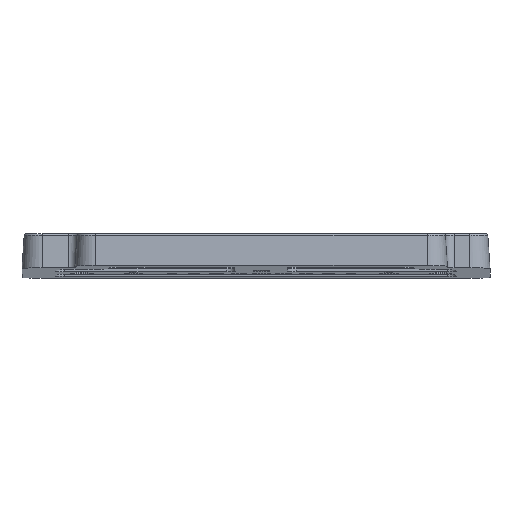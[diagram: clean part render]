
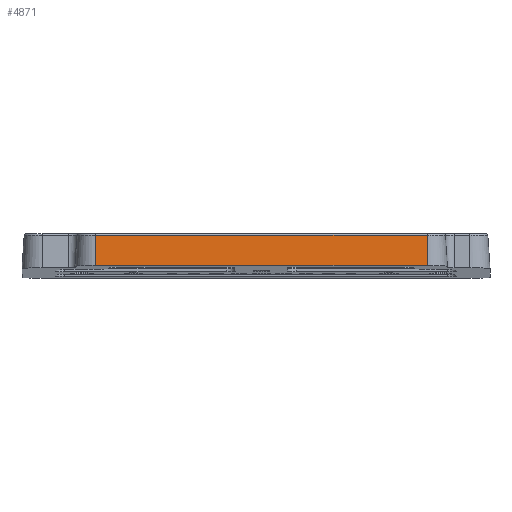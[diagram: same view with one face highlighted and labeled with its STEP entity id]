
A CAD part, front view. The second image highlights one B-rep face of the part: STEP entity #4871.
In plain terms, the highlighted planar face has unit normal (0, -0.998, 0.065).
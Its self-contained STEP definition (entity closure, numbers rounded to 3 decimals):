
#85 = PLANE('',#86);
#86 = AXIS2_PLACEMENT_3D('',#87,#88,#89);
#87 = CARTESIAN_POINT('',(-2.269,1.978,-0.104)
  );
#88 = DIRECTION('',(0.,-0.052,
    -0.999));
#89 = DIRECTION('',(0.,-0.999,0.052));
#871 = VERTEX_POINT('',#872);
#872 = CARTESIAN_POINT('',(74.,-54.425,2.852));
#891 = B_SPLINE_SURFACE_WITH_KNOTS('',8,1,(
    (#892,#893)
    ,(#894,#895)
    ,(#896,#897)
    ,(#898,#899)
    ,(#900,#901)
    ,(#902,#903)
    ,(#904,#905)
    ,(#906,#907)
    ,(#908,#909
    )),.UNSPECIFIED.,.F.,.F.,.F.,(9,9),(2,2),(0.,1.571),(0.,1.)
  ,.PIECEWISE_BEZIER_KNOTS.);
#892 = CARTESIAN_POINT('',(82.,-45.5,17.));
#893 = CARTESIAN_POINT('',(83.,-45.438,2.381));
#894 = CARTESIAN_POINT('',(82.,-47.071,17.));
#895 = CARTESIAN_POINT('',(83.,-47.202,2.474));
#896 = CARTESIAN_POINT('',(81.648,-48.642,17.));
#897 = CARTESIAN_POINT('',(82.603,-48.967,
    2.566));
#898 = CARTESIAN_POINT('',(80.943,-50.12,17.));
#899 = CARTESIAN_POINT('',(81.81,-50.628,2.653)
  );
#900 = CARTESIAN_POINT('',(79.914,-51.414,17.));
#901 = CARTESIAN_POINT('',(80.653,-52.082,
    2.729));
#902 = CARTESIAN_POINT('',(78.62,-52.443,17.));
#903 = CARTESIAN_POINT('',(79.198,-53.237,
    2.79));
#904 = CARTESIAN_POINT('',(77.142,-53.148,17.));
#905 = CARTESIAN_POINT('',(77.534,-54.029,
    2.832));
#906 = CARTESIAN_POINT('',(75.571,-53.5,17.));
#907 = CARTESIAN_POINT('',(75.767,-54.425,2.852
    ));
#908 = CARTESIAN_POINT('',(74.,-53.5,17.));
#909 = CARTESIAN_POINT('',(74.,-54.425,2.852));
#917 = EDGE_CURVE('',#871,#918,#920,.T.);
#918 = VERTEX_POINT('',#919);
#919 = CARTESIAN_POINT('',(-74.,-54.425,2.852));
#920 = SURFACE_CURVE('',#921,(#925,#932),.PCURVE_S1.);
#921 = LINE('',#922,#923);
#922 = CARTESIAN_POINT('',(74.,-54.425,2.852));
#923 = VECTOR('',#924,1.);
#924 = DIRECTION('',(-1.,0.,0.));
#925 = PCURVE('',#85,#926);
#926 = DEFINITIONAL_REPRESENTATION('',(#927),#931);
#927 = LINE('',#928,#929);
#928 = CARTESIAN_POINT('',(56.481,-76.269));
#929 = VECTOR('',#930,1.);
#930 = DIRECTION('',(0.,1.));
#931 = ( GEOMETRIC_REPRESENTATION_CONTEXT(2) 
PARAMETRIC_REPRESENTATION_CONTEXT() REPRESENTATION_CONTEXT('2D SPACE',''
  ) );
#932 = PCURVE('',#933,#938);
#933 = PLANE('',#934);
#934 = AXIS2_PLACEMENT_3D('',#935,#936,#937);
#935 = CARTESIAN_POINT('',(74.,-54.425,2.852));
#936 = DIRECTION('',(0.,-0.998,0.065));
#937 = DIRECTION('',(-1.,0.,0.));
#938 = DEFINITIONAL_REPRESENTATION('',(#939),#943);
#939 = LINE('',#940,#941);
#940 = CARTESIAN_POINT('',(0.,-0.));
#941 = VECTOR('',#942,1.);
#942 = DIRECTION('',(1.,0.));
#943 = ( GEOMETRIC_REPRESENTATION_CONTEXT(2) 
PARAMETRIC_REPRESENTATION_CONTEXT() REPRESENTATION_CONTEXT('2D SPACE',''
  ) );
#966 = B_SPLINE_SURFACE_WITH_KNOTS('',8,1,(
    (#967,#968)
    ,(#969,#970)
    ,(#971,#972)
    ,(#973,#974)
    ,(#975,#976)
    ,(#977,#978)
    ,(#979,#980)
    ,(#981,#982)
    ,(#983,#984
    )),.UNSPECIFIED.,.F.,.F.,.F.,(9,9),(2,2),(1.571,
    3.142),(0.,1.),.PIECEWISE_BEZIER_KNOTS.);
#967 = CARTESIAN_POINT('',(-74.,-53.5,17.));
#968 = CARTESIAN_POINT('',(-74.,-54.425,2.852));
#969 = CARTESIAN_POINT('',(-75.571,-53.5,17.));
#970 = CARTESIAN_POINT('',(-75.767,-54.425,2.852
    ));
#971 = CARTESIAN_POINT('',(-77.142,-53.148,17.));
#972 = CARTESIAN_POINT('',(-77.534,-54.029,
    2.832));
#973 = CARTESIAN_POINT('',(-78.62,-52.443,
    17.));
#974 = CARTESIAN_POINT('',(-79.198,-53.237,
    2.79));
#975 = CARTESIAN_POINT('',(-79.914,-51.414,
    17.));
#976 = CARTESIAN_POINT('',(-80.653,-52.082,
    2.729));
#977 = CARTESIAN_POINT('',(-80.943,-50.12,
    17.));
#978 = CARTESIAN_POINT('',(-81.81,-50.628,
    2.653));
#979 = CARTESIAN_POINT('',(-81.648,-48.642,17.));
#980 = CARTESIAN_POINT('',(-82.603,-48.967,
    2.566));
#981 = CARTESIAN_POINT('',(-82.,-47.071,17.));
#982 = CARTESIAN_POINT('',(-83.,-47.202,2.474));
#983 = CARTESIAN_POINT('',(-82.,-45.5,17.));
#984 = CARTESIAN_POINT('',(-83.,-45.438,2.381));
#4081 = CYLINDRICAL_SURFACE('',#4082,0.8);
#4082 = AXIS2_PLACEMENT_3D('',#4083,#4084,#4085);
#4083 = CARTESIAN_POINT('',(74.,-52.751,16.2));
#4084 = DIRECTION('',(-1.,0.,0.));
#4085 = DIRECTION('',(0.,-0.998,0.065));
#4782 = EDGE_CURVE('',#4783,#918,#4785,.T.);
#4783 = VERTEX_POINT('',#4784);
#4784 = CARTESIAN_POINT('',(-74.,-53.549,16.252));
#4785 = SURFACE_CURVE('',#4786,(#4789,#4796),.PCURVE_S1.);
#4786 = B_SPLINE_CURVE_WITH_KNOTS('',1,(#4787,#4788),.UNSPECIFIED.,.F.,
  .F.,(2,2),(0.,1.),.PIECEWISE_BEZIER_KNOTS.);
#4787 = CARTESIAN_POINT('',(-74.,-53.5,17.));
#4788 = CARTESIAN_POINT('',(-74.,-54.425,2.852));
#4789 = PCURVE('',#966,#4790);
#4790 = DEFINITIONAL_REPRESENTATION('',(#4791),#4795);
#4791 = LINE('',#4792,#4793);
#4792 = CARTESIAN_POINT('',(1.571,0.));
#4793 = VECTOR('',#4794,1.);
#4794 = DIRECTION('',(0.,1.));
#4795 = ( GEOMETRIC_REPRESENTATION_CONTEXT(2) 
PARAMETRIC_REPRESENTATION_CONTEXT() REPRESENTATION_CONTEXT('2D SPACE',''
  ) );
#4796 = PCURVE('',#933,#4797);
#4797 = DEFINITIONAL_REPRESENTATION('',(#4798),#4801);
#4798 = B_SPLINE_CURVE_WITH_KNOTS('',1,(#4799,#4800),.UNSPECIFIED.,.F.,
  .F.,(2,2),(0.,1.),.PIECEWISE_BEZIER_KNOTS.);
#4799 = CARTESIAN_POINT('',(148.,-14.178));
#4800 = CARTESIAN_POINT('',(148.,0.));
#4801 = ( GEOMETRIC_REPRESENTATION_CONTEXT(2) 
PARAMETRIC_REPRESENTATION_CONTEXT() REPRESENTATION_CONTEXT('2D SPACE',''
  ) );
#4871 = ADVANCED_FACE('',(#4872),#933,.T.);
#4872 = FACE_BOUND('',#4873,.T.);
#4873 = EDGE_LOOP('',(#4874,#4875,#4876,#4897));
#4874 = ORIENTED_EDGE('',*,*,#4782,.T.);
#4875 = ORIENTED_EDGE('',*,*,#917,.F.);
#4876 = ORIENTED_EDGE('',*,*,#4877,.F.);
#4877 = EDGE_CURVE('',#4878,#871,#4880,.T.);
#4878 = VERTEX_POINT('',#4879);
#4879 = CARTESIAN_POINT('',(74.,-53.549,16.252));
#4880 = SURFACE_CURVE('',#4881,(#4884,#4890),.PCURVE_S1.);
#4881 = B_SPLINE_CURVE_WITH_KNOTS('',1,(#4882,#4883),.UNSPECIFIED.,.F.,
  .F.,(2,2),(0.,1.),.PIECEWISE_BEZIER_KNOTS.);
#4882 = CARTESIAN_POINT('',(74.,-53.5,17.));
#4883 = CARTESIAN_POINT('',(74.,-54.425,2.852));
#4884 = PCURVE('',#933,#4885);
#4885 = DEFINITIONAL_REPRESENTATION('',(#4886),#4889);
#4886 = B_SPLINE_CURVE_WITH_KNOTS('',1,(#4887,#4888),.UNSPECIFIED.,.F.,
  .F.,(2,2),(0.,1.),.PIECEWISE_BEZIER_KNOTS.);
#4887 = CARTESIAN_POINT('',(0.,-14.178));
#4888 = CARTESIAN_POINT('',(0.,0.));
#4889 = ( GEOMETRIC_REPRESENTATION_CONTEXT(2) 
PARAMETRIC_REPRESENTATION_CONTEXT() REPRESENTATION_CONTEXT('2D SPACE',''
  ) );
#4890 = PCURVE('',#891,#4891);
#4891 = DEFINITIONAL_REPRESENTATION('',(#4892),#4896);
#4892 = LINE('',#4893,#4894);
#4893 = CARTESIAN_POINT('',(1.571,0.));
#4894 = VECTOR('',#4895,1.);
#4895 = DIRECTION('',(0.,1.));
#4896 = ( GEOMETRIC_REPRESENTATION_CONTEXT(2) 
PARAMETRIC_REPRESENTATION_CONTEXT() REPRESENTATION_CONTEXT('2D SPACE',''
  ) );
#4897 = ORIENTED_EDGE('',*,*,#4898,.T.);
#4898 = EDGE_CURVE('',#4878,#4783,#4899,.T.);
#4899 = SURFACE_CURVE('',#4900,(#4904,#4911),.PCURVE_S1.);
#4900 = LINE('',#4901,#4902);
#4901 = CARTESIAN_POINT('',(74.,-53.549,16.252));
#4902 = VECTOR('',#4903,1.);
#4903 = DIRECTION('',(-1.,0.,0.));
#4904 = PCURVE('',#933,#4905);
#4905 = DEFINITIONAL_REPRESENTATION('',(#4906),#4910);
#4906 = LINE('',#4907,#4908);
#4907 = CARTESIAN_POINT('',(0.,-13.429));
#4908 = VECTOR('',#4909,1.);
#4909 = DIRECTION('',(1.,0.));
#4910 = ( GEOMETRIC_REPRESENTATION_CONTEXT(2) 
PARAMETRIC_REPRESENTATION_CONTEXT() REPRESENTATION_CONTEXT('2D SPACE',''
  ) );
#4911 = PCURVE('',#4081,#4912);
#4912 = DEFINITIONAL_REPRESENTATION('',(#4913),#4917);
#4913 = LINE('',#4914,#4915);
#4914 = CARTESIAN_POINT('',(0.,0.));
#4915 = VECTOR('',#4916,1.);
#4916 = DIRECTION('',(0.,1.));
#4917 = ( GEOMETRIC_REPRESENTATION_CONTEXT(2) 
PARAMETRIC_REPRESENTATION_CONTEXT() REPRESENTATION_CONTEXT('2D SPACE',''
  ) );
